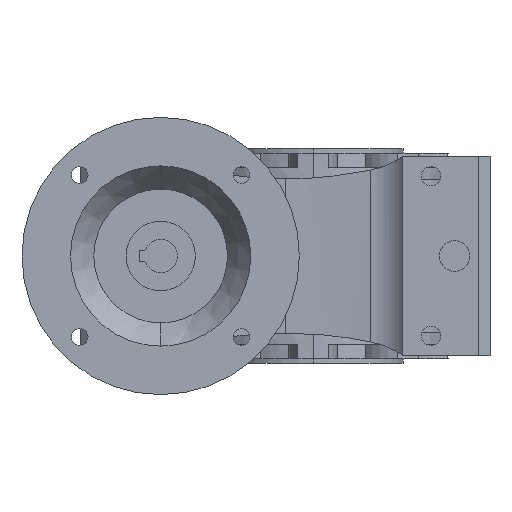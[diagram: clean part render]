
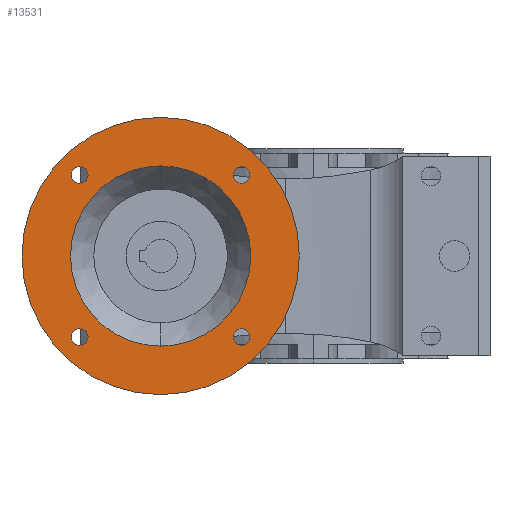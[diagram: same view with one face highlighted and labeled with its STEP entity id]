
A CAD part, left-side view. The second image highlights one B-rep face of the part: STEP entity #13531.
In plain terms, the highlighted planar face has unit normal (-1, 0, 0).
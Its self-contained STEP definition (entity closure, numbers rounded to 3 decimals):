
#316 = CARTESIAN_POINT ( 'NONE',  ( -29., 0., 0. ) ) ;
#318 = DIRECTION ( 'NONE',  ( -1., 0., 0. ) ) ;
#320 = DIRECTION ( 'NONE',  ( 0., 0., 1. ) ) ;
#342 = CARTESIAN_POINT ( 'NONE',  ( -29., 0., 0. ) ) ;
#344 = DIRECTION ( 'NONE',  ( -1., 0., 0. ) ) ;
#346 = DIRECTION ( 'NONE',  ( 0., 0., 1. ) ) ;
#1076 = DIRECTION ( 'NONE',  ( 0., 0., 1. ) ) ;
#1410 = EDGE_LOOP ( 'NONE', ( #9859, #9860 ) ) ;
#1413 = EDGE_LOOP ( 'NONE', ( #9861, #9862 ) ) ;
#1419 = EDGE_LOOP ( 'NONE', ( #9857, #9858 ) ) ;
#1422 = EDGE_LOOP ( 'NONE', ( #9863, #9864 ) ) ;
#1723 = AXIS2_PLACEMENT_3D ( 'NONE', #12268, #12264, #12269 ) ;
#2925 = DIRECTION ( 'NONE',  ( -1., 0., 0. ) ) ;
#3413 = CARTESIAN_POINT ( 'NONE',  ( -29., 58.336, 64.336 ) ) ;
#3721 = CARTESIAN_POINT ( 'NONE',  ( -29., 58.336, 58.336 ) ) ;
#3722 = DIRECTION ( 'NONE',  ( -1., 0., 0. ) ) ;
#3723 = DIRECTION ( 'NONE',  ( 0., 0., 1. ) ) ;
#3724 = CARTESIAN_POINT ( 'NONE',  ( -29., 0., 0. ) ) ;
#3725 = DIRECTION ( 'NONE',  ( 0., 0., 1. ) ) ;
#3726 = DIRECTION ( 'NONE',  ( -1., 0., 0. ) ) ;
#3733 = DIRECTION ( 'NONE',  ( 0., 0., 1. ) ) ;
#3753 = DIRECTION ( 'NONE',  ( -1., 0., 0. ) ) ;
#3754 = CARTESIAN_POINT ( 'NONE',  ( -29., -58.336, 58.336 ) ) ;
#3755 = DIRECTION ( 'NONE',  ( 0., 0., 1. ) ) ;
#3758 = DIRECTION ( 'NONE',  ( -1., 0., 0. ) ) ;
#3759 = CARTESIAN_POINT ( 'NONE',  ( -29., -58.336, -58.336 ) ) ;
#3760 = DIRECTION ( 'NONE',  ( 0., 0., 1. ) ) ;
#3762 = CARTESIAN_POINT ( 'NONE',  ( -29., 58.336, -58.336 ) ) ;
#3763 = DIRECTION ( 'NONE',  ( -1., 0., 0. ) ) ;
#3963 = CIRCLE ( 'NONE', #8015, 6. ) ;
#3964 = CIRCLE ( 'NONE', #8014, 65. ) ;
#3965 = CIRCLE ( 'NONE', #8016, 6. ) ;
#3966 = CIRCLE ( 'NONE', #8017, 6. ) ;
#3967 = CIRCLE ( 'NONE', #8018, 6. ) ;
#3968 = CIRCLE ( 'NONE', #8019, 100. ) ;
#5132 = VERTEX_POINT ( 'NONE', #11302 ) ;
#5147 = VERTEX_POINT ( 'NONE', #11295 ) ;
#5159 = VERTEX_POINT ( 'NONE', #11276 ) ;
#5162 = VERTEX_POINT ( 'NONE', #11273 ) ;
#5164 = VERTEX_POINT ( 'NONE', #11279 ) ;
#5170 = VERTEX_POINT ( 'NONE', #11266 ) ;
#5171 = VERTEX_POINT ( 'NONE', #11265 ) ;
#5184 = VERTEX_POINT ( 'NONE', #11252 ) ;
#5185 = VERTEX_POINT ( 'NONE', #11251 ) ;
#5189 = VERTEX_POINT ( 'NONE', #11247 ) ;
#5192 = VERTEX_POINT ( 'NONE', #11242 ) ;
#5208 = VERTEX_POINT ( 'NONE', #3413 ) ;
#5387 = EDGE_CURVE ( 'NONE', #5147, #5184, #3964, .T. ) ;
#5388 = EDGE_CURVE ( 'NONE', #5162, #5164, #3963, .T. ) ;
#5389 = EDGE_CURVE ( 'NONE', #5189, #5192, #3965, .T. ) ;
#5390 = EDGE_CURVE ( 'NONE', #5159, #5132, #3966, .T. ) ;
#5391 = EDGE_CURVE ( 'NONE', #5208, #5185, #3967, .T. ) ;
#5392 = EDGE_CURVE ( 'NONE', #5170, #5171, #3968, .T. ) ;
#5592 = AXIS2_PLACEMENT_3D ( 'NONE', #7227, #7228, #7229 ) ;
#5593 = AXIS2_PLACEMENT_3D ( 'NONE', #7233, #7234, #7235 ) ;
#5597 = AXIS2_PLACEMENT_3D ( 'NONE', #7252, #7253, #7254 ) ;
#5601 = AXIS2_PLACEMENT_3D ( 'NONE', #7271, #7272, #7273 ) ;
#5673 = AXIS2_PLACEMENT_3D ( 'NONE', #316, #318, #320 ) ;
#5675 = AXIS2_PLACEMENT_3D ( 'NONE', #342, #344, #346 ) ;
#6800 = EDGE_LOOP ( 'NONE', ( #9865, #9866 ) ) ;
#6838 = EDGE_LOOP ( 'NONE', ( #9855, #9856 ) ) ;
#7227 = CARTESIAN_POINT ( 'NONE',  ( -29., 58.336, -58.336 ) ) ;
#7228 = DIRECTION ( 'NONE',  ( -1., 0., 0. ) ) ;
#7229 = DIRECTION ( 'NONE',  ( 0., 0., 1. ) ) ;
#7233 = CARTESIAN_POINT ( 'NONE',  ( -29., 58.336, 58.336 ) ) ;
#7234 = DIRECTION ( 'NONE',  ( -1., 0., 0. ) ) ;
#7235 = DIRECTION ( 'NONE',  ( 0., 0., 1. ) ) ;
#7252 = CARTESIAN_POINT ( 'NONE',  ( -29., -58.336, -58.336 ) ) ;
#7253 = DIRECTION ( 'NONE',  ( -1., 0., 0. ) ) ;
#7254 = DIRECTION ( 'NONE',  ( 0., 0., 1. ) ) ;
#7271 = CARTESIAN_POINT ( 'NONE',  ( -29., -58.336, 58.336 ) ) ;
#7272 = DIRECTION ( 'NONE',  ( -1., 0., 0. ) ) ;
#7273 = DIRECTION ( 'NONE',  ( 0., 0., 1. ) ) ;
#7562 = CARTESIAN_POINT ( 'NONE',  ( -29., 0., 0. ) ) ;
#8014 = AXIS2_PLACEMENT_3D ( 'NONE', #7562, #2925, #1076 ) ;
#8015 = AXIS2_PLACEMENT_3D ( 'NONE', #3762, #3763, #3760 ) ;
#8016 = AXIS2_PLACEMENT_3D ( 'NONE', #3759, #3758, #3755 ) ;
#8017 = AXIS2_PLACEMENT_3D ( 'NONE', #3754, #3753, #3733 ) ;
#8018 = AXIS2_PLACEMENT_3D ( 'NONE', #3721, #3722, #3723 ) ;
#8019 = AXIS2_PLACEMENT_3D ( 'NONE', #3724, #3726, #3725 ) ;
#8244 = CIRCLE ( 'NONE', #5592, 6. ) ;
#8252 = CIRCLE ( 'NONE', #5593, 6. ) ;
#8265 = CIRCLE ( 'NONE', #5597, 6. ) ;
#8275 = CIRCLE ( 'NONE', #5601, 6. ) ;
#8518 = CIRCLE ( 'NONE', #5673, 65. ) ;
#8526 = CIRCLE ( 'NONE', #5675, 100. ) ;
#9065 = FACE_BOUND ( 'NONE', #1410, .T. ) ;
#9066 = FACE_BOUND ( 'NONE', #6838, .T. ) ;
#9067 = FACE_BOUND ( 'NONE', #1413, .T. ) ;
#9068 = FACE_BOUND ( 'NONE', #1422, .T. ) ;
#9070 = FACE_BOUND ( 'NONE', #1419, .T. ) ;
#9071 = FACE_OUTER_BOUND ( 'NONE', #6800, .T. ) ;
#9855 = ORIENTED_EDGE ( 'NONE', *, *, #5388, .F. ) ;
#9856 = ORIENTED_EDGE ( 'NONE', *, *, #13220, .F. ) ;
#9857 = ORIENTED_EDGE ( 'NONE', *, *, #5389, .F. ) ;
#9858 = ORIENTED_EDGE ( 'NONE', *, *, #13231, .F. ) ;
#9859 = ORIENTED_EDGE ( 'NONE', *, *, #5390, .F. ) ;
#9860 = ORIENTED_EDGE ( 'NONE', *, *, #13238, .F. ) ;
#9861 = ORIENTED_EDGE ( 'NONE', *, *, #5391, .F. ) ;
#9862 = ORIENTED_EDGE ( 'NONE', *, *, #13223, .F. ) ;
#9863 = ORIENTED_EDGE ( 'NONE', *, *, #5387, .F. ) ;
#9864 = ORIENTED_EDGE ( 'NONE', *, *, #13411, .F. ) ;
#9865 = ORIENTED_EDGE ( 'NONE', *, *, #13416, .T. ) ;
#9866 = ORIENTED_EDGE ( 'NONE', *, *, #5392, .T. ) ;
#11242 = CARTESIAN_POINT ( 'NONE',  ( -29., -58.336, -64.336 ) ) ;
#11247 = CARTESIAN_POINT ( 'NONE',  ( -29., -58.336, -52.336 ) ) ;
#11251 = CARTESIAN_POINT ( 'NONE',  ( -29., 58.336, 52.336 ) ) ;
#11252 = CARTESIAN_POINT ( 'NONE',  ( -29., 0., -65. ) ) ;
#11265 = CARTESIAN_POINT ( 'NONE',  ( -29., 0., 100. ) ) ;
#11266 = CARTESIAN_POINT ( 'NONE',  ( -29., 0., -100. ) ) ;
#11273 = CARTESIAN_POINT ( 'NONE',  ( -29., 58.336, -52.336 ) ) ;
#11276 = CARTESIAN_POINT ( 'NONE',  ( -29., -58.336, 64.336 ) ) ;
#11279 = CARTESIAN_POINT ( 'NONE',  ( -29., 58.336, -64.336 ) ) ;
#11295 = CARTESIAN_POINT ( 'NONE',  ( -29., 0., 65. ) ) ;
#11302 = CARTESIAN_POINT ( 'NONE',  ( -29., -58.336, 52.336 ) ) ;
#12264 = DIRECTION ( 'NONE',  ( 1., 0., 0. ) ) ;
#12266 = PLANE ( 'NONE',  #1723 ) ;
#12268 = CARTESIAN_POINT ( 'NONE',  ( -29., 65., 0. ) ) ;
#12269 = DIRECTION ( 'NONE',  ( 0., 0., -1. ) ) ;
#13220 = EDGE_CURVE ( 'NONE', #5164, #5162, #8244, .T. ) ;
#13223 = EDGE_CURVE ( 'NONE', #5185, #5208, #8252, .T. ) ;
#13231 = EDGE_CURVE ( 'NONE', #5192, #5189, #8265, .T. ) ;
#13238 = EDGE_CURVE ( 'NONE', #5132, #5159, #8275, .T. ) ;
#13411 = EDGE_CURVE ( 'NONE', #5184, #5147, #8518, .T. ) ;
#13416 = EDGE_CURVE ( 'NONE', #5171, #5170, #8526, .T. ) ;
#13531 = ADVANCED_FACE ( 'NONE', ( #9066, #9070, #9065, #9067, #9068, #9071 ), #12266, .F. ) ;
